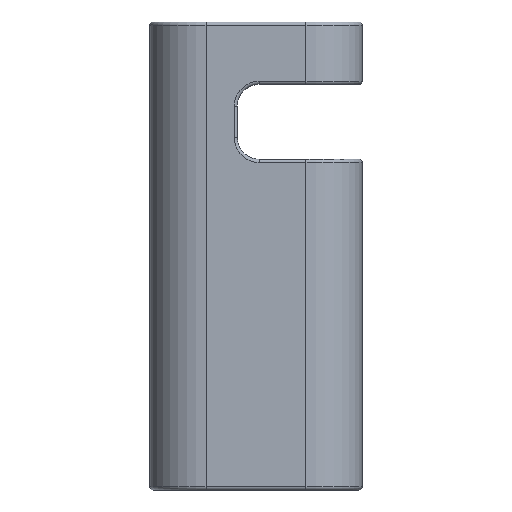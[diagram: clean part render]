
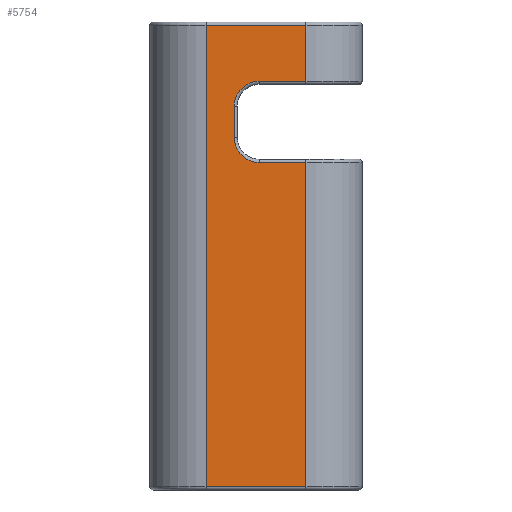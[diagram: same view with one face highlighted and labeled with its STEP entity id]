
A CAD part, left-side view. The second image highlights one B-rep face of the part: STEP entity #5754.
In plain terms, the highlighted planar face has unit normal (-1, 0, 0).
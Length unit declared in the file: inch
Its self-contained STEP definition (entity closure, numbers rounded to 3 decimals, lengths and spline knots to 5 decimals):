
#120 = CARTESIAN_POINT ( 'NONE',  ( -0.0575, -0.044, -0.001 ) ) ;
#174 = DIRECTION ( 'NONE',  ( 1., 0., 0. ) ) ;
#180 = LINE ( 'NONE', #1283, #4525 ) ;
#218 = EDGE_CURVE ( 'NONE', #6366, #7274, #4656, .T. ) ;
#277 = DIRECTION ( 'NONE',  ( 0., -1., 0. ) ) ;
#298 = LINE ( 'NONE', #1985, #6147 ) ;
#378 = AXIS2_PLACEMENT_3D ( 'NONE', #4721, #5869, #2476 ) ;
#435 = CARTESIAN_POINT ( 'NONE',  ( -0.0575, -0.029, -0.045 ) ) ;
#488 = AXIS2_PLACEMENT_3D ( 'NONE', #5879, #2483, #6454 ) ;
#532 = DIRECTION ( 'NONE',  ( 0., 0., 1. ) ) ;
#544 = LINE ( 'NONE', #6266, #4707 ) ;
#616 = EDGE_CURVE ( 'NONE', #5207, #6366, #2362, .T. ) ;
#792 = ORIENTED_EDGE ( 'NONE', *, *, #1256, .T. ) ;
#1024 = VECTOR ( 'NONE', #1027, 39.37008 ) ;
#1027 = DIRECTION ( 'NONE',  ( 0., 0., -1. ) ) ;
#1184 = ORIENTED_EDGE ( 'NONE', *, *, #4648, .T. ) ;
#1256 = EDGE_CURVE ( 'NONE', #6238, #4925, #3940, .T. ) ;
#1257 = VERTEX_POINT ( 'NONE', #4164 ) ;
#1283 = CARTESIAN_POINT ( 'NONE',  ( -0.0575, -0.021, -0.027 ) ) ;
#1368 = VERTEX_POINT ( 'NONE', #435 ) ;
#1633 = VERTEX_POINT ( 'NONE', #6930 ) ;
#1753 = CARTESIAN_POINT ( 'NONE',  ( -0.0575, -0.044, -0.149 ) ) ;
#1866 = ORIENTED_EDGE ( 'NONE', *, *, #2769, .T. ) ;
#1985 = CARTESIAN_POINT ( 'NONE',  ( -0.0575, -0.044, -0.15 ) ) ;
#2084 = EDGE_CURVE ( 'NONE', #7274, #1633, #298, .T. ) ;
#2358 = CIRCLE ( 'NONE', #488, 0.008 ) ;
#2362 = LINE ( 'NONE', #4420, #1024 ) ;
#2397 = DIRECTION ( 'NONE',  ( 0., 0., 1. ) ) ;
#2476 = DIRECTION ( 'NONE',  ( 0., -1., 0. ) ) ;
#2483 = DIRECTION ( 'NONE',  ( 1., 0., 0. ) ) ;
#2558 = CARTESIAN_POINT ( 'NONE',  ( -0.0575, -0.044, -0.019 ) ) ;
#2607 = VERTEX_POINT ( 'NONE', #120 ) ;
#2650 = ORIENTED_EDGE ( 'NONE', *, *, #218, .T. ) ;
#2726 = ORIENTED_EDGE ( 'NONE', *, *, #5515, .T. ) ;
#2769 = EDGE_CURVE ( 'NONE', #4925, #5842, #3600, .T. ) ;
#2832 = EDGE_CURVE ( 'NONE', #1368, #1257, #2358, .T. ) ;
#2865 = DIRECTION ( 'NONE',  ( 0., 1., 0. ) ) ;
#2973 = AXIS2_PLACEMENT_3D ( 'NONE', #4141, #174, #5102 ) ;
#3245 = VECTOR ( 'NONE', #277, 39.37008 ) ;
#3600 = LINE ( 'NONE', #2558, #3245 ) ;
#3714 = CARTESIAN_POINT ( 'NONE',  ( -0.0575, -0.029, -0.019 ) ) ;
#3817 = DIRECTION ( 'NONE',  ( 0., 0., 1. ) ) ;
#3831 = ORIENTED_EDGE ( 'NONE', *, *, #616, .T. ) ;
#3905 = CARTESIAN_POINT ( 'NONE',  ( -0.0575, -0.044, -0.019 ) ) ;
#3940 = CIRCLE ( 'NONE', #2973, 0.008 ) ;
#4141 = CARTESIAN_POINT ( 'NONE',  ( -0.0575, -0.029, -0.027 ) ) ;
#4156 = LINE ( 'NONE', #5523, #6978 ) ;
#4160 = PLANE ( 'NONE',  #378 ) ;
#4164 = CARTESIAN_POINT ( 'NONE',  ( -0.0575, -0.021, -0.037 ) ) ;
#4265 = VECTOR ( 'NONE', #3817, 39.37008 ) ;
#4298 = ORIENTED_EDGE ( 'NONE', *, *, #2084, .T. ) ;
#4412 = CARTESIAN_POINT ( 'NONE',  ( -0.0575, -0.044, -0.149 ) ) ;
#4420 = CARTESIAN_POINT ( 'NONE',  ( -0.0575, -0.012, -0.15 ) ) ;
#4489 = VECTOR ( 'NONE', #5149, 39.37008 ) ;
#4525 = VECTOR ( 'NONE', #2397, 39.37008 ) ;
#4648 = EDGE_CURVE ( 'NONE', #2607, #5207, #544, .T. ) ;
#4656 = LINE ( 'NONE', #1753, #4489 ) ;
#4707 = VECTOR ( 'NONE', #2865, 39.37008 ) ;
#4721 = CARTESIAN_POINT ( 'NONE',  ( -0.0575, 0.006, -0.15 ) ) ;
#4854 = ORIENTED_EDGE ( 'NONE', *, *, #6225, .T. ) ;
#4925 = VERTEX_POINT ( 'NONE', #3714 ) ;
#5102 = DIRECTION ( 'NONE',  ( 0., -1., 0. ) ) ;
#5107 = CARTESIAN_POINT ( 'NONE',  ( -0.0575, -0.012, -0.001 ) ) ;
#5149 = DIRECTION ( 'NONE',  ( 0., -1., 0. ) ) ;
#5207 = VERTEX_POINT ( 'NONE', #5107 ) ;
#5319 = ORIENTED_EDGE ( 'NONE', *, *, #5732, .T. ) ;
#5503 = CARTESIAN_POINT ( 'NONE',  ( -0.0575, -0.044, -0.15 ) ) ;
#5515 = EDGE_CURVE ( 'NONE', #5842, #2607, #5770, .T. ) ;
#5523 = CARTESIAN_POINT ( 'NONE',  ( -0.0575, -0.029, -0.045 ) ) ;
#5690 = CARTESIAN_POINT ( 'NONE',  ( -0.0575, -0.012, -0.149 ) ) ;
#5732 = EDGE_CURVE ( 'NONE', #1257, #6238, #180, .T. ) ;
#5754 = ADVANCED_FACE ( 'NONE', ( #5854 ), #4160, .T. ) ;
#5770 = LINE ( 'NONE', #5503, #4265 ) ;
#5842 = VERTEX_POINT ( 'NONE', #3905 ) ;
#5854 = FACE_OUTER_BOUND ( 'NONE', #6457, .T. ) ;
#5869 = DIRECTION ( 'NONE',  ( -1., 0., 0. ) ) ;
#5879 = CARTESIAN_POINT ( 'NONE',  ( -0.0575, -0.029, -0.037 ) ) ;
#6098 = DIRECTION ( 'NONE',  ( 0., 1., 0. ) ) ;
#6147 = VECTOR ( 'NONE', #532, 39.37008 ) ;
#6225 = EDGE_CURVE ( 'NONE', #1633, #1368, #4156, .T. ) ;
#6238 = VERTEX_POINT ( 'NONE', #6662 ) ;
#6266 = CARTESIAN_POINT ( 'NONE',  ( -0.0575, 0.006, -0.001 ) ) ;
#6366 = VERTEX_POINT ( 'NONE', #5690 ) ;
#6454 = DIRECTION ( 'NONE',  ( 0., -1., 0. ) ) ;
#6457 = EDGE_LOOP ( 'NONE', ( #2726, #1184, #3831, #2650, #4298, #4854, #7262, #5319, #792, #1866 ) ) ;
#6662 = CARTESIAN_POINT ( 'NONE',  ( -0.0575, -0.021, -0.027 ) ) ;
#6930 = CARTESIAN_POINT ( 'NONE',  ( -0.0575, -0.044, -0.045 ) ) ;
#6978 = VECTOR ( 'NONE', #6098, 39.37008 ) ;
#7262 = ORIENTED_EDGE ( 'NONE', *, *, #2832, .T. ) ;
#7274 = VERTEX_POINT ( 'NONE', #4412 ) ;
